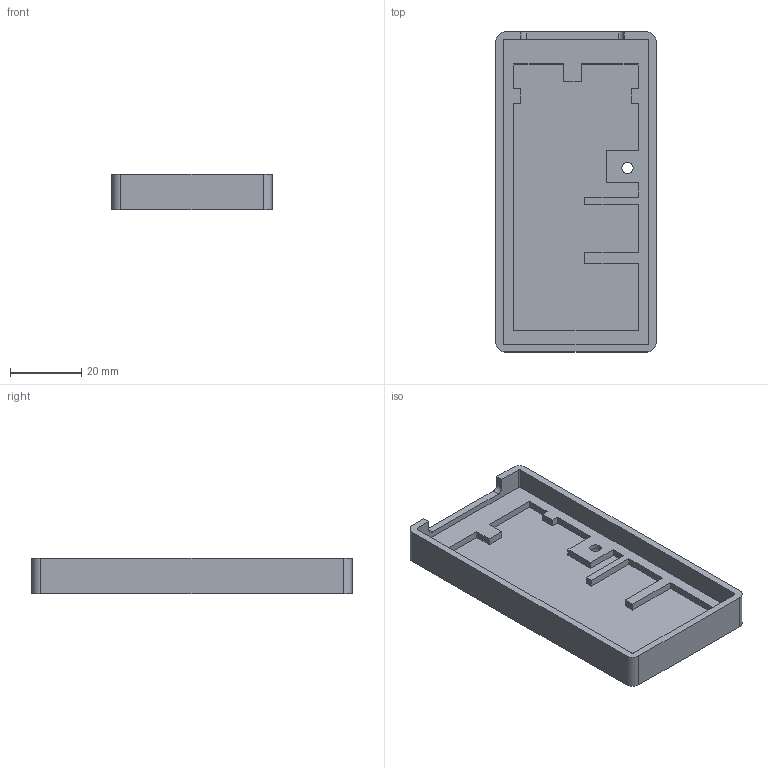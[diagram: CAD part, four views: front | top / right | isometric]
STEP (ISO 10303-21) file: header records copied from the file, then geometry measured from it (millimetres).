
FILE_DESCRIPTION(('FreeCAD Model'),'2;1');
FILE_NAME('Open CASCADE Shape Model','2024-02-10T19:48:47',(''),(''), 'Open CASCADE STEP processor 7.6','FreeCAD','Unknown');
FILE_SCHEMA(('AUTOMOTIVE_DESIGN { 1 0 10303 214 1 1 1 1 }'));
Length unit declared in the file: millimetre
Products named in the file (1): Boden
Bounding box: 45 x 90 x 10 mm (x, y, z)
Volume: 14104.4 mm3; surface area: 12713.7 mm2
Topology: 1 solids, 1 shells, 61 faces, 171 edges, 114 vertices
Faces by surface type: plane 50, cylinder 11
Full cylindrical faces by diameter (mm): 3.2 x1
Entity records: 1973 total; most frequent: CARTESIAN_POINT 347, ORIENTED_EDGE 342, DIRECTION 317, EDGE_CURVE 171, LINE 149, VECTOR 149, VERTEX_POINT 114, AXIS2_PLACEMENT_3D 84
